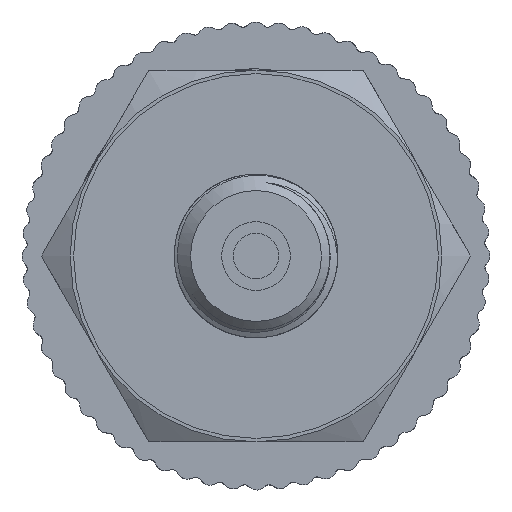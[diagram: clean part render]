
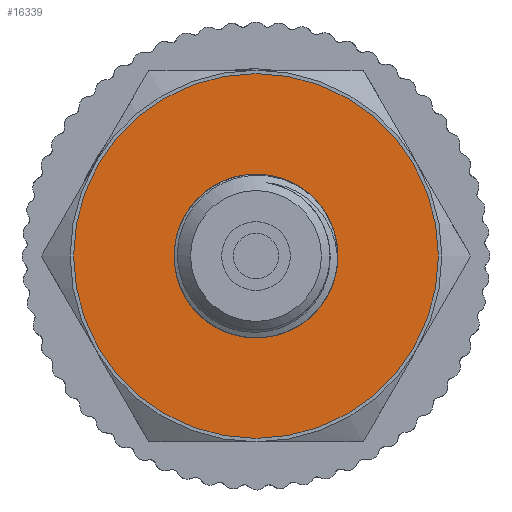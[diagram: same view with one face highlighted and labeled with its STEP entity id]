
A CAD part, left-side view. The second image highlights one B-rep face of the part: STEP entity #16339.
In plain terms, the highlighted planar face has unit normal (-1, 0, 0).
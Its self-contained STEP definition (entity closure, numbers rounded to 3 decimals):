
#157=PLANE('',#17233);
#856=FACE_BOUND('',#2196,.T.);
#1259=FACE_OUTER_BOUND('',#2195,.T.);
#2195=EDGE_LOOP('',(#12552));
#2196=EDGE_LOOP('',(#12553));
#2929=CIRCLE('',#17216,13.25);
#2939=CIRCLE('',#17231,5.942);
#7107=VERTEX_POINT('',#35240);
#7116=VERTEX_POINT('',#36415);
#9099=EDGE_CURVE('',#7107,#7107,#2929,.T.);
#9115=EDGE_CURVE('',#7116,#7116,#2939,.T.);
#12552=ORIENTED_EDGE('',*,*,#9099,.T.);
#12553=ORIENTED_EDGE('',*,*,#9115,.T.);
#16339=ADVANCED_FACE('',(#1259,#856),#157,.T.);
#17216=AXIS2_PLACEMENT_3D('',#35242,#18632,#18633);
#17231=AXIS2_PLACEMENT_3D('',#36416,#18664,#18665);
#17233=AXIS2_PLACEMENT_3D('',#36786,#18669,#18670);
#18632=DIRECTION('center_axis',(-1.,0.,0.));
#18633=DIRECTION('ref_axis',(0.,1.,0.));
#18664=DIRECTION('center_axis',(1.,0.,0.));
#18665=DIRECTION('ref_axis',(0.,1.,0.));
#18669=DIRECTION('center_axis',(-1.,0.,0.));
#18670=DIRECTION('ref_axis',(0.,0.,1.));
#35240=CARTESIAN_POINT('',(-47.,-13.25,0.));
#35242=CARTESIAN_POINT('Origin',(-47.,0.,0.));
#36415=CARTESIAN_POINT('',(-47.,-5.942,0.));
#36416=CARTESIAN_POINT('Origin',(-47.,0.,0.));
#36786=CARTESIAN_POINT('Origin',(-47.,13.5,0.));
